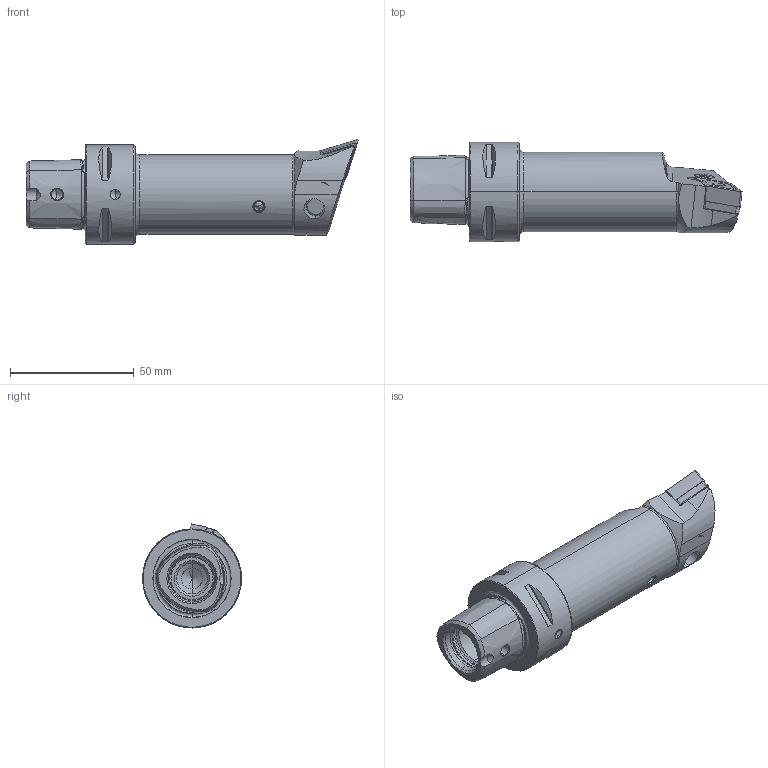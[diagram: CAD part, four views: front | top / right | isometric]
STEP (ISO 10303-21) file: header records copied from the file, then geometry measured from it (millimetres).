
FILE_DESCRIPTION (( 'STEP AP214' ), '1' );
FILE_NAME ('PS4.PDF.LQB.110.STEP', '2020-09-16T09:23:28', ( '' ), ( '' ), 'SwSTEP 2.0', 'SolidWorks 2017', '' );
FILE_SCHEMA (( 'AUTOMOTIVE_DESIGN' ));
Length unit declared in the file: millimetre
Products named in the file (8): PS4-PDF.LQB.110_A; KVT_MB_600_050; WDF-ER3.101.000_A; WDF-ER2.101.003_A; DNMG150604; WCD-ER1.101.000; PS4.PDF.LQB.110; WCD-ER4.101.017_A
Assembly tree (7 placements, depth 2):
  PS4.PDF.LQB.110
    PS4-PDF.LQB.110_A
    KVT_MB_600_050
    WDF-ER3.101.000_A
    DNMG150604
    WDF-ER2.101.003_A
    WCD-ER4.101.017_A
    WCD-ER1.101.000
Bounding box: 134 x 40 x 42 mm (x, y, z)
Volume: 89983.1 mm3; surface area: 22709.7 mm2
Topology: 8 solids, 8 shells, 364 faces, 890 edges, 532 vertices
Faces by surface type: cone 120, plane 92, cylinder 88, torus 50, bspline 12, sphere 2
Entity records: 12160 total; most frequent: CARTESIAN_POINT 3572, ORIENTED_EDGE 1738, DIRECTION 1714, EDGE_CURVE 869, AXIS2_PLACEMENT_3D 683, VERTEX_POINT 529, EDGE_LOOP 388, ADVANCED_FACE 364
